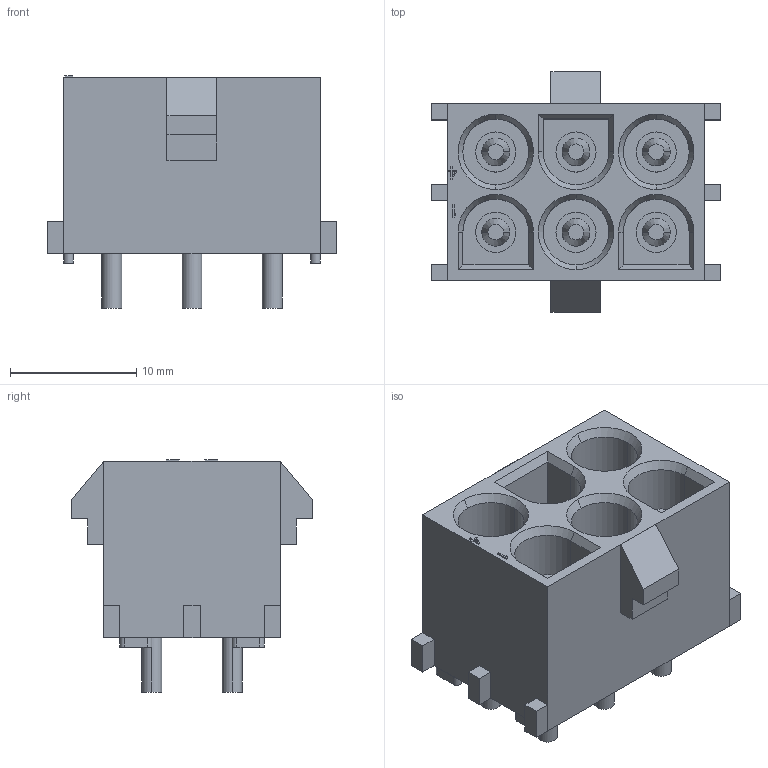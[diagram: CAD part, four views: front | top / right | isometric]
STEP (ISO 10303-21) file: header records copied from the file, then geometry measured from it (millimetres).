
FILE_DESCRIPTION((''),'2;1');
FILE_NAME('TYCO_350711-1.stp','2012-09-26T10:13:39',(''),(''),'Mechanical Desktop 2011','Mechanical Desktop 2011',', , ');
FILE_SCHEMA(('AUTOMOTIVE_DESIGN { 1 2 10303 214 1 1 1 1 }'));
Length unit declared in the file: millimetre
Products named in the file (1): Product
Bounding box: 22.86 x 19.05 x 18.38 mm (x, y, z)
Volume: 2614.7 mm3; surface area: 3878 mm2
Topology: 31 solids, 31 shells, 232 faces, 462 edges, 301 vertices
Faces by surface type: plane 120, cylinder 53, bspline 38, cone 21
Entity records: 5996 total; most frequent: CARTESIAN_POINT 1110, DIRECTION 988, ORIENTED_EDGE 924, EDGE_CURVE 462, AXIS2_PLACEMENT_3D 331, VECTOR 326, LINE 326, VERTEX_POINT 301
